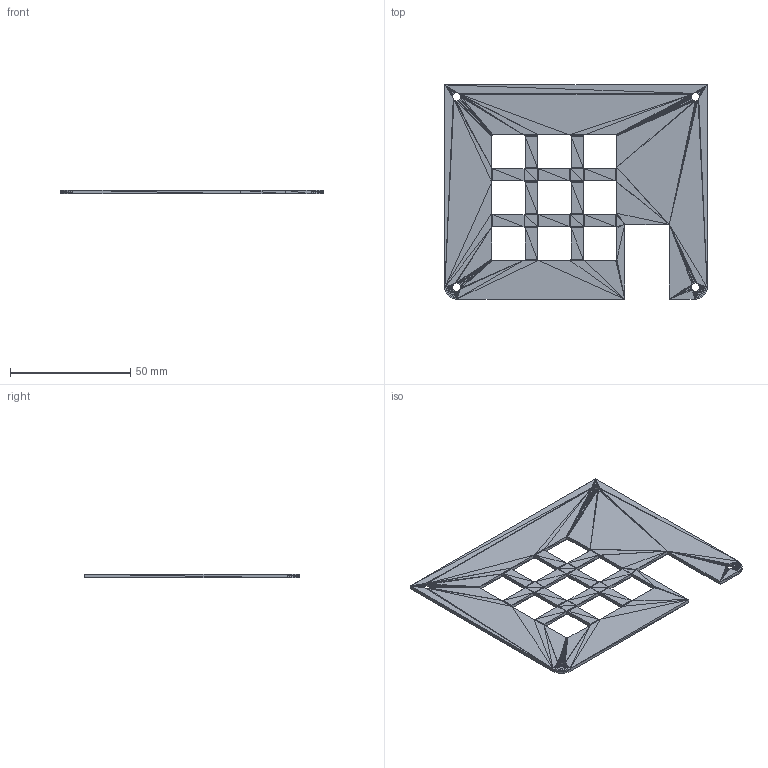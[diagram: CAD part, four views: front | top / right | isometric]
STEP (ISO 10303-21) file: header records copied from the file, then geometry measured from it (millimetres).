
FILE_DESCRIPTION((''),'2;1');
FILE_NAME('Case - Top part', '2025-12-29T21:42:14', (''), (''), 'ImageToStl.com STEP Converter','', '');
FILE_SCHEMA(('AUTOMOTIVE_DESIGN_CC2'));
Length unit declared in the file: metre
Products named in the file (1): product0
Bounding box: 109 x 89 x 1.5 mm (x, y, z)
Surface area: 16126.1 mm2 (no closed solid volume)
Topology: 0 solids, 1544 shells, 1544 faces, 4632 edges, 748 vertices
Faces by surface type: plane 1544
Entity records: 35506 total; most frequent: DIRECTION 7722, ORIENTED_EDGE 4632, EDGE_CURVE 4632, LINE 4632, VECTOR 4632, AXIS2_PLACEMENT_3D 1545, FACE_SURFACE 1544, PLANE 1544
